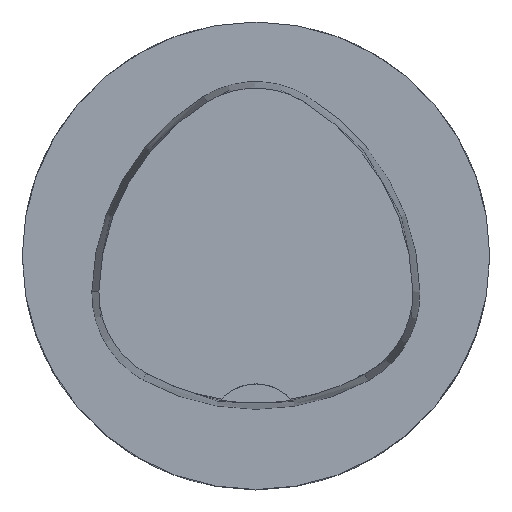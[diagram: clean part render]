
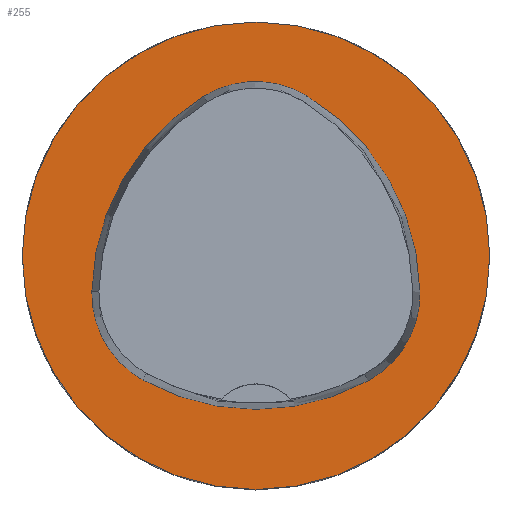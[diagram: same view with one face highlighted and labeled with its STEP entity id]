
A CAD part, top view. The second image highlights one B-rep face of the part: STEP entity #255.
In plain terms, the highlighted planar face has unit normal (0, 0, 1).
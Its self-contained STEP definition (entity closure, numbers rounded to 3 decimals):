
#218=FACE_BOUND('',#361,.T.);
#219=FACE_BOUND('',#362,.T.);
#255=ADVANCED_FACE('',(#218,#219),#277,.T.);
#277=PLANE('',#837);
#361=EDGE_LOOP('',(#460,#461,#462,#463,#464,#465));
#362=EDGE_LOOP('',(#466));
#460=ORIENTED_EDGE('',*,*,#619,.T.);
#461=ORIENTED_EDGE('',*,*,#599,.T.);
#462=ORIENTED_EDGE('',*,*,#603,.T.);
#463=ORIENTED_EDGE('',*,*,#606,.T.);
#464=ORIENTED_EDGE('',*,*,#609,.T.);
#465=ORIENTED_EDGE('',*,*,#617,.T.);
#466=ORIENTED_EDGE('',*,*,#622,.F.);
#544=VERTEX_POINT('',#1168);
#545=VERTEX_POINT('',#1169);
#548=VERTEX_POINT('',#1177);
#550=VERTEX_POINT('',#1183);
#552=VERTEX_POINT('',#1189);
#559=VERTEX_POINT('',#1210);
#560=VERTEX_POINT('',#1220);
#599=EDGE_CURVE('',#544,#545,#669,.T.);
#603=EDGE_CURVE('',#545,#548,#671,.T.);
#606=EDGE_CURVE('',#548,#550,#673,.T.);
#609=EDGE_CURVE('',#550,#552,#675,.T.);
#617=EDGE_CURVE('',#552,#559,#679,.T.);
#619=EDGE_CURVE('',#559,#544,#681,.T.);
#622=EDGE_CURVE('',#560,#560,#684,.T.);
#669=CIRCLE('',#814,20.);
#671=CIRCLE('',#817,8.5);
#673=CIRCLE('',#820,20.);
#675=CIRCLE('',#823,8.5);
#679=CIRCLE('',#828,20.);
#681=CIRCLE('',#831,8.5);
#684=CIRCLE('',#836,20.);
#814=AXIS2_PLACEMENT_3D('',#1167,#964,#965);
#817=AXIS2_PLACEMENT_3D('',#1176,#972,#973);
#820=AXIS2_PLACEMENT_3D('',#1182,#979,#980);
#823=AXIS2_PLACEMENT_3D('',#1188,#986,#987);
#828=AXIS2_PLACEMENT_3D('',#1211,#998,#999);
#831=AXIS2_PLACEMENT_3D('',#1214,#1004,#1005);
#836=AXIS2_PLACEMENT_3D('',#1219,#1014,#1015);
#837=AXIS2_PLACEMENT_3D('',#1221,#1016,#1017);
#964=DIRECTION('',(0.,0.,-1.));
#965=DIRECTION('',(-1.,0.,0.));
#972=DIRECTION('',(0.,0.,-1.));
#973=DIRECTION('',(-1.,0.,0.));
#979=DIRECTION('',(0.,0.,-1.));
#980=DIRECTION('',(-1.,0.,0.));
#986=DIRECTION('',(0.,0.,-1.));
#987=DIRECTION('',(-1.,0.,0.));
#998=DIRECTION('',(0.,0.,-1.));
#999=DIRECTION('',(-1.,0.,0.));
#1004=DIRECTION('',(0.,0.,-1.));
#1005=DIRECTION('',(-1.,0.,0.));
#1014=DIRECTION('',(0.,0.,-1.));
#1015=DIRECTION('',(-1.,0.,0.));
#1016=DIRECTION('',(0.,0.,1.));
#1017=DIRECTION('',(1.,0.,0.));
#1167=CARTESIAN_POINT('',(5.955,-3.414,0.));
#1168=CARTESIAN_POINT('',(-14.041,-3.042,0.));
#1169=CARTESIAN_POINT('',(-4.472,13.653,0.));
#1176=CARTESIAN_POINT('',(-0.04,6.4,0.));
#1177=CARTESIAN_POINT('',(4.347,13.68,0.));
#1182=CARTESIAN_POINT('',(-5.976,-3.45,0.));
#1183=CARTESIAN_POINT('',(14.021,-3.075,0.));
#1188=CARTESIAN_POINT('',(5.522,-3.235,0.));
#1189=CARTESIAN_POINT('',(9.588,-10.699,0.));
#1210=CARTESIAN_POINT('',(-9.655,-10.639,0.));
#1211=CARTESIAN_POINT('',(0.022,6.864,0.));
#1214=CARTESIAN_POINT('',(-5.543,-3.2,0.));
#1219=CARTESIAN_POINT('',(0.,0.,0.));
#1220=CARTESIAN_POINT('',(-20.,0.,0.));
#1221=CARTESIAN_POINT('',(0.,0.,0.));
